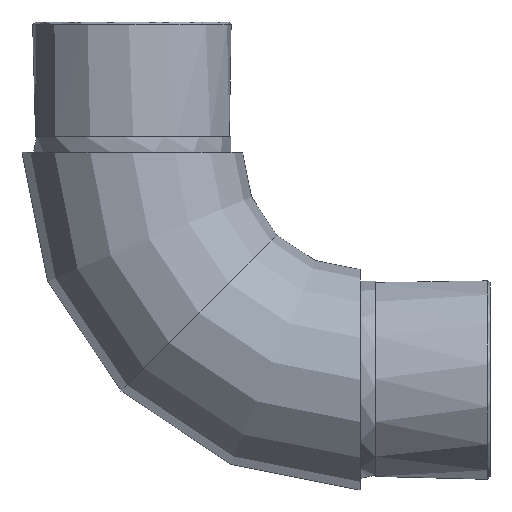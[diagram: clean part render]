
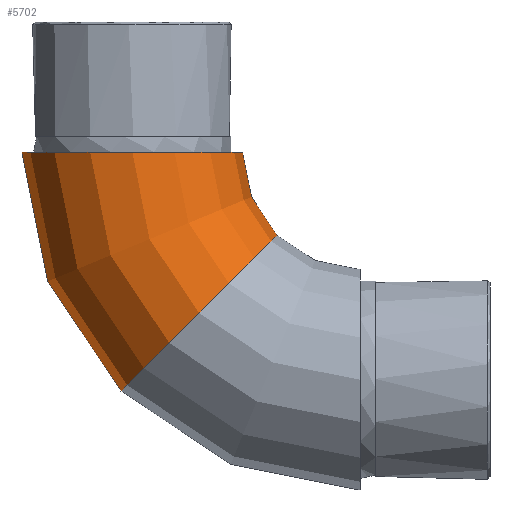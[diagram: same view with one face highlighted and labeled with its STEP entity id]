
A CAD part, left-side view. The second image highlights one B-rep face of the part: STEP entity #5702.
In plain terms, the highlighted toroidal (fillet/blend) face has major radius 43.8 mm and minor radius 21.2 mm.
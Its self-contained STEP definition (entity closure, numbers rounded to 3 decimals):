
#35 = FACE_OUTER_BOUND ( 'NONE', #366, .T. ) ;
#257 = ORIENTED_EDGE ( 'NONE', *, *, #6492, .T. ) ;
#366 = EDGE_LOOP ( 'NONE', ( #8609 ) ) ;
#1398 = CIRCLE ( 'NONE', #13937, 21.2 ) ;
#2218 = CARTESIAN_POINT ( 'NONE',  ( 0., 0., 0. ) ) ;
#2567 = DIRECTION ( 'NONE',  ( 0., 0.707, 0.707 ) ) ;
#2752 = EDGE_CURVE ( 'NONE', #8657, #8657, #7462, .T. ) ;
#2875 = DIRECTION ( 'NONE',  ( 0., 0., 1. ) ) ;
#5665 = TOROIDAL_SURFACE ( 'NONE', #13069, 43.8, 21.2 ) ;
#5702 = ADVANCED_FACE ( 'NONE', ( #35, #12958 ), #5665, .T. ) ;
#6492 = EDGE_CURVE ( 'NONE', #13377, #13377, #1398, .T. ) ;
#6734 = CARTESIAN_POINT ( 'NONE',  ( 0., 0., 43.8 ) ) ;
#7108 = DIRECTION ( 'NONE',  ( 0., 0., 1. ) ) ;
#7462 = CIRCLE ( 'NONE', #10056, 21.2 ) ;
#8609 = ORIENTED_EDGE ( 'NONE', *, *, #2752, .F. ) ;
#8657 = VERTEX_POINT ( 'NONE', #15328 ) ;
#10030 = DIRECTION ( 'NONE',  ( 0., -0.707, 0.707 ) ) ;
#10056 = AXIS2_PLACEMENT_3D ( 'NONE', #12567, #2567, #10030 ) ;
#10931 = DIRECTION ( 'NONE',  ( 0., 1., 0. ) ) ;
#12567 = CARTESIAN_POINT ( 'NONE',  ( 0., 30.971, 12.829 ) ) ;
#12958 = FACE_OUTER_BOUND ( 'NONE', #14503, .T. ) ;
#13069 = AXIS2_PLACEMENT_3D ( 'NONE', #6734, #15563, #2875 ) ;
#13377 = VERTEX_POINT ( 'NONE', #14046 ) ;
#13937 = AXIS2_PLACEMENT_3D ( 'NONE', #2218, #10931, #7108 ) ;
#14046 = CARTESIAN_POINT ( 'NONE',  ( 0., 0., 21.2 ) ) ;
#14503 = EDGE_LOOP ( 'NONE', ( #257 ) ) ;
#15328 = CARTESIAN_POINT ( 'NONE',  ( 0., 15.981, 27.819 ) ) ;
#15563 = DIRECTION ( 'NONE',  ( -1., 0., 0. ) ) ;
